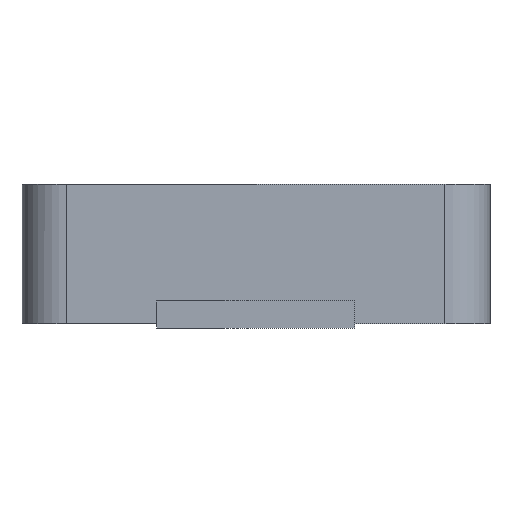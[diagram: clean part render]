
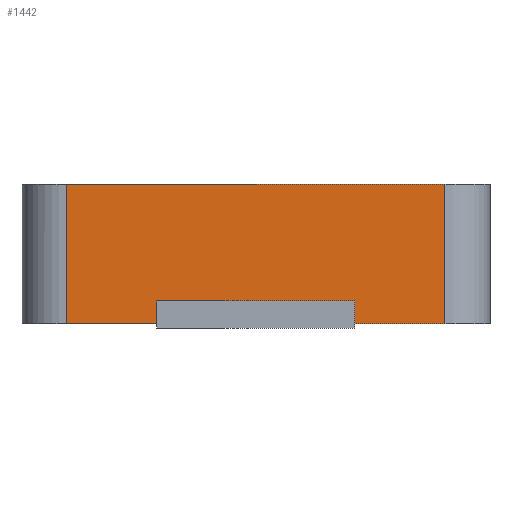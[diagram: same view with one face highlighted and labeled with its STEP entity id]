
A CAD part, left-side view. The second image highlights one B-rep face of the part: STEP entity #1442.
In plain terms, the highlighted planar face has unit normal (-1, 0, 0).
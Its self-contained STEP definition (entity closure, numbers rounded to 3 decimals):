
#68=PLANE('',#1513);
#141=FACE_OUTER_BOUND('',#219,.T.);
#219=EDGE_LOOP('',(#1243,#1244,#1245,#1246,#1247,#1248,#1249,#1250));
#302=LINE('',#2651,#432);
#303=LINE('',#2655,#433);
#309=LINE('',#2673,#439);
#331=LINE('',#2722,#461);
#336=LINE('',#2732,#466);
#343=LINE('',#2745,#473);
#349=LINE('',#2756,#479);
#350=LINE('',#2757,#480);
#432=VECTOR('',#1646,10.);
#433=VECTOR('',#1651,10.);
#439=VECTOR('',#1671,10.);
#461=VECTOR('',#1713,10.);
#466=VECTOR('',#1720,10.);
#473=VECTOR('',#1729,10.);
#479=VECTOR('',#1745,10.);
#480=VECTOR('',#1746,10.);
#634=VERTEX_POINT('',#2637);
#640=VERTEX_POINT('',#2649);
#641=VERTEX_POINT('',#2654);
#646=VERTEX_POINT('',#2671);
#661=VERTEX_POINT('',#2718);
#663=VERTEX_POINT('',#2721);
#667=VERTEX_POINT('',#2731);
#670=VERTEX_POINT('',#2738);
#818=EDGE_CURVE('',#640,#634,#302,.T.);
#819=EDGE_CURVE('',#634,#641,#303,.T.);
#828=EDGE_CURVE('',#646,#640,#309,.T.);
#851=EDGE_CURVE('',#663,#661,#331,.T.);
#856=EDGE_CURVE('',#667,#663,#336,.T.);
#863=EDGE_CURVE('',#670,#667,#343,.T.);
#869=EDGE_CURVE('',#646,#670,#349,.T.);
#870=EDGE_CURVE('',#661,#641,#350,.T.);
#1243=ORIENTED_EDGE('',*,*,#819,.F.);
#1244=ORIENTED_EDGE('',*,*,#818,.F.);
#1245=ORIENTED_EDGE('',*,*,#828,.F.);
#1246=ORIENTED_EDGE('',*,*,#869,.T.);
#1247=ORIENTED_EDGE('',*,*,#863,.T.);
#1248=ORIENTED_EDGE('',*,*,#856,.T.);
#1249=ORIENTED_EDGE('',*,*,#851,.T.);
#1250=ORIENTED_EDGE('',*,*,#870,.T.);
#1442=ADVANCED_FACE('',(#141),#68,.T.);
#1513=AXIS2_PLACEMENT_3D('',#2755,#1743,#1744);
#1646=DIRECTION('',(0.,-1.,0.));
#1651=DIRECTION('',(0.,0.,-1.));
#1671=DIRECTION('',(0.,0.,1.));
#1713=DIRECTION('',(0.,0.,-1.));
#1720=DIRECTION('',(0.,-1.,0.));
#1729=DIRECTION('',(0.,0.,1.));
#1743=DIRECTION('center_axis',(-1.,0.,0.));
#1744=DIRECTION('ref_axis',(0.,-1.,0.));
#1745=DIRECTION('',(0.,-1.,0.));
#1746=DIRECTION('',(0.,-1.,0.));
#2637=CARTESIAN_POINT('',(-2.6,-2.1,1.55));
#2649=CARTESIAN_POINT('',(-2.6,2.1,1.55));
#2651=CARTESIAN_POINT('',(-2.6,2.6,1.55));
#2654=CARTESIAN_POINT('',(-2.6,-2.1,0.));
#2655=CARTESIAN_POINT('',(-2.6,-2.1,0.));
#2671=CARTESIAN_POINT('',(-2.6,2.1,0.));
#2673=CARTESIAN_POINT('',(-2.6,2.1,0.));
#2718=CARTESIAN_POINT('',(-2.6,-1.1,0.));
#2721=CARTESIAN_POINT('',(-2.6,-1.1,0.25));
#2722=CARTESIAN_POINT('',(-2.6,-1.1,0.));
#2731=CARTESIAN_POINT('',(-2.6,1.1,0.25));
#2732=CARTESIAN_POINT('',(-2.6,1.3,0.25));
#2738=CARTESIAN_POINT('',(-2.6,1.1,0.));
#2745=CARTESIAN_POINT('',(-2.6,1.1,0.));
#2755=CARTESIAN_POINT('Origin',(-2.6,2.6,0.));
#2756=CARTESIAN_POINT('',(-2.6,2.6,0.));
#2757=CARTESIAN_POINT('',(-2.6,2.6,0.));
